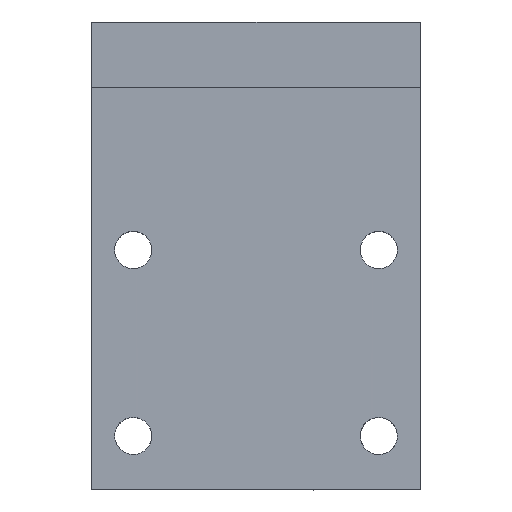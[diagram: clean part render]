
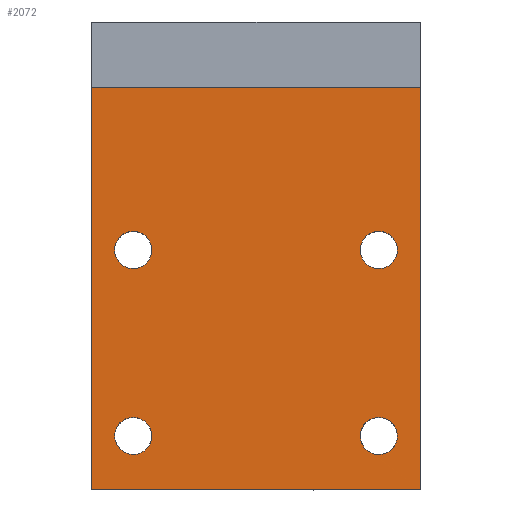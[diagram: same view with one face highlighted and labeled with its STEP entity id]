
A CAD part, top view. The second image highlights one B-rep face of the part: STEP entity #2072.
In plain terms, the highlighted planar face has unit normal (0, 0, 1).
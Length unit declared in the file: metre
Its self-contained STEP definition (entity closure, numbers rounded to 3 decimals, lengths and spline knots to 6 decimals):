
#94=B_SPLINE_CURVE_WITH_KNOTS('',3,(#3165,#3166,#3167,#3168,#3169,#3170,
#3171),.UNSPECIFIED.,.F.,.F.,(4,1,1,1,4),(0.,0.25,0.5,0.75,1.),
 .UNSPECIFIED.);
#95=B_SPLINE_CURVE_WITH_KNOTS('',3,(#3175,#3176,#3177,#3178,#3179,#3180,
#3181),.UNSPECIFIED.,.F.,.F.,(4,1,1,1,4),(0.,0.25,0.5,0.75,1.),
 .UNSPECIFIED.);
#162=CIRCLE('',#2229,0.0017);
#163=CIRCLE('',#2230,0.0017);
#164=CIRCLE('',#2231,0.0017);
#165=CIRCLE('',#2232,0.0017);
#434=ORIENTED_EDGE('',*,*,#917,.F.);
#435=ORIENTED_EDGE('',*,*,#908,.F.);
#436=ORIENTED_EDGE('',*,*,#918,.T.);
#437=ORIENTED_EDGE('',*,*,#911,.T.);
#438=ORIENTED_EDGE('',*,*,#970,.T.);
#439=ORIENTED_EDGE('',*,*,#971,.T.);
#440=ORIENTED_EDGE('',*,*,#972,.F.);
#441=ORIENTED_EDGE('',*,*,#973,.T.);
#442=ORIENTED_EDGE('',*,*,#974,.F.);
#443=ORIENTED_EDGE('',*,*,#975,.T.);
#908=EDGE_CURVE('',#1200,#1201,#1389,.T.);
#911=EDGE_CURVE('',#1203,#1202,#1392,.T.);
#917=EDGE_CURVE('',#1201,#1202,#1396,.T.);
#918=EDGE_CURVE('',#1200,#1203,#1397,.T.);
#970=EDGE_CURVE('',#1245,#1245,#162,.F.);
#971=EDGE_CURVE('',#1246,#1246,#163,.F.);
#972=EDGE_CURVE('',#1247,#1248,#94,.F.);
#973=EDGE_CURVE('',#1247,#1248,#164,.F.);
#974=EDGE_CURVE('',#1249,#1250,#95,.F.);
#975=EDGE_CURVE('',#1249,#1250,#165,.F.);
#1200=VERTEX_POINT('',#3017);
#1201=VERTEX_POINT('',#3019);
#1202=VERTEX_POINT('',#3023);
#1203=VERTEX_POINT('',#3025);
#1245=VERTEX_POINT('',#3162);
#1246=VERTEX_POINT('',#3164);
#1247=VERTEX_POINT('',#3172);
#1248=VERTEX_POINT('',#3173);
#1249=VERTEX_POINT('',#3182);
#1250=VERTEX_POINT('',#3183);
#1389=LINE('',#3018,#1582);
#1392=LINE('',#3024,#1585);
#1396=LINE('',#3033,#1589);
#1397=LINE('',#3035,#1590);
#1582=VECTOR('',#2450,1.);
#1585=VECTOR('',#2455,1.);
#1589=VECTOR('',#2465,1.);
#1590=VECTOR('',#2468,1.);
#1744=EDGE_LOOP('',(#434,#435,#436,#437));
#1745=EDGE_LOOP('',(#438));
#1746=EDGE_LOOP('',(#439));
#1747=EDGE_LOOP('',(#440,#441));
#1748=EDGE_LOOP('',(#442,#443));
#1881=FACE_BOUND('',#1744,.T.);
#1882=FACE_BOUND('',#1745,.T.);
#1883=FACE_BOUND('',#1746,.T.);
#1884=FACE_BOUND('',#1747,.T.);
#1885=FACE_BOUND('',#1748,.T.);
#2005=PLANE('',#2228);
#2072=ADVANCED_FACE('',(#1881,#1882,#1883,#1884,#1885),#2005,.T.);
#2228=AXIS2_PLACEMENT_3D('',#3160,#2536,#2537);
#2229=AXIS2_PLACEMENT_3D('',#3161,#2538,#2539);
#2230=AXIS2_PLACEMENT_3D('',#3163,#2540,#2541);
#2231=AXIS2_PLACEMENT_3D('',#3174,#2542,#2543);
#2232=AXIS2_PLACEMENT_3D('',#3184,#2544,#2545);
#2450=DIRECTION('',(0.,-1.,0.));
#2455=DIRECTION('',(0.,-1.,0.));
#2465=DIRECTION('',(-1.,0.,0.));
#2468=DIRECTION('',(-1.,0.,0.));
#2536=DIRECTION('',(0.,0.,1.));
#2537=DIRECTION('',(-1.,0.,0.));
#2538=DIRECTION('',(0.,0.,1.));
#2539=DIRECTION('',(0.,-1.,0.));
#2540=DIRECTION('',(0.,0.,1.));
#2541=DIRECTION('',(0.,-1.,0.));
#2542=DIRECTION('',(0.,0.,1.));
#2543=DIRECTION('',(0.,-1.,0.));
#2544=DIRECTION('',(0.,0.,1.));
#2545=DIRECTION('',(0.,-1.,0.));
#3017=CARTESIAN_POINT('',(0.015,-0.0303,-0.031999));
#3018=CARTESIAN_POINT('',(0.015,-0.041053,-0.031999));
#3019=CARTESIAN_POINT('',(0.015,-0.067053,-0.031999));
#3023=CARTESIAN_POINT('',(-0.015,-0.067053,-0.031999));
#3024=CARTESIAN_POINT('',(-0.015,-0.041053,-0.031999));
#3025=CARTESIAN_POINT('',(-0.015,-0.0303,-0.031999));
#3033=CARTESIAN_POINT('',(0.,-0.067053,-0.031999));
#3035=CARTESIAN_POINT('',(-0.0193,-0.0303,-0.031999));
#3160=CARTESIAN_POINT('',(0.,-0.041053,-0.031999));
#3161=CARTESIAN_POINT('',(-0.011225,-0.04515,-0.031999));
#3162=CARTESIAN_POINT('',(-0.011225,-0.04685,-0.031999));
#3163=CARTESIAN_POINT('',(0.011225,-0.04515,-0.031999));
#3164=CARTESIAN_POINT('',(0.011225,-0.04685,-0.031999));
#3165=CARTESIAN_POINT('',(0.010745,-0.060519,-0.031999));
#3166=CARTESIAN_POINT('',(0.011259,-0.060368,-0.031999));
#3167=CARTESIAN_POINT('',(0.012395,-0.06058,-0.031999));
#3168=CARTESIAN_POINT('',(0.013189,-0.062149,-0.031999));
#3169=CARTESIAN_POINT('',(0.012398,-0.06372,-0.031999));
#3170=CARTESIAN_POINT('',(0.011254,-0.06393,-0.031999));
#3171=CARTESIAN_POINT('',(0.010746,-0.063781,-0.031999));
#3172=CARTESIAN_POINT('',(0.010746,-0.063781,-0.031999));
#3173=CARTESIAN_POINT('',(0.010745,-0.060519,-0.031999));
#3174=CARTESIAN_POINT('',(0.011225,-0.06215,-0.031999));
#3175=CARTESIAN_POINT('',(-0.010746,-0.063781,-0.031999));
#3176=CARTESIAN_POINT('',(-0.011259,-0.063932,-0.031999));
#3177=CARTESIAN_POINT('',(-0.012396,-0.063719,-0.031999));
#3178=CARTESIAN_POINT('',(-0.013189,-0.06215,-0.031999));
#3179=CARTESIAN_POINT('',(-0.012397,-0.060579,-0.031999));
#3180=CARTESIAN_POINT('',(-0.011253,-0.06037,-0.031999));
#3181=CARTESIAN_POINT('',(-0.010745,-0.060519,-0.031999));
#3182=CARTESIAN_POINT('',(-0.010745,-0.060519,-0.031999));
#3183=CARTESIAN_POINT('',(-0.010746,-0.063781,-0.031999));
#3184=CARTESIAN_POINT('',(-0.011225,-0.06215,-0.031999));
